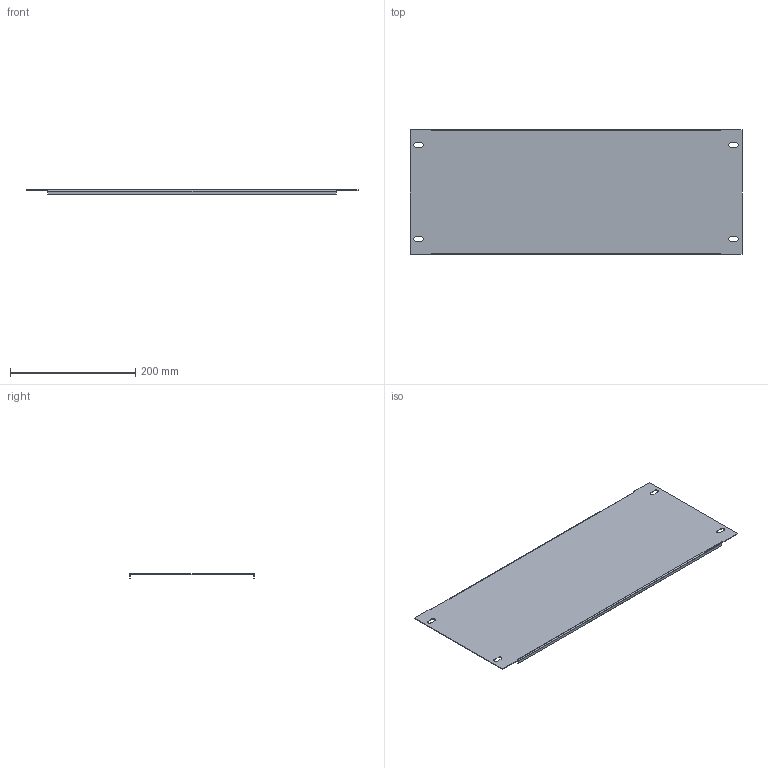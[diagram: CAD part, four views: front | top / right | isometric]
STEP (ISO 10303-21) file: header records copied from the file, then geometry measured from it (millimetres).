
FILE_DESCRIPTION (( 'STEP AP214' ), '1' );
FILE_NAME ('YKV-PLG-36-60-200 Ïàíåëü ËÃ ê ÂÐÓ-õ õõ.60.õõ 36 TITAN (H=200) ê-ò 2 øò..STEP', '2020-02-20T09:04:35', ( '' ), ( '' ), 'SwSTEP 2.0', 'SolidWorks 2017', '' );
FILE_SCHEMA (( 'AUTOMOTIVE_DESIGN' ));
Length unit declared in the file: millimetre
Products named in the file (1): YKV-PLG-36-60-200 Ïàíåëü ËÃ ê ÂÐÓ-õ õõ.60.õõ 36 TITAN (H=200) ê-ò 2 øò.
Bounding box: 530 x 199 x 6.5 mm (x, y, z)
Volume: 109559.8 mm3; surface area: 220755.1 mm2
Topology: 1 solids, 1 shells, 50 faces, 132 edges, 84 vertices
Faces by surface type: plane 34, cylinder 16
Entity records: 1586 total; most frequent: DIRECTION 270, CARTESIAN_POINT 267, ORIENTED_EDGE 264, EDGE_CURVE 132, VECTOR 96, LINE 96, AXIS2_PLACEMENT_3D 87, VERTEX_POINT 84
